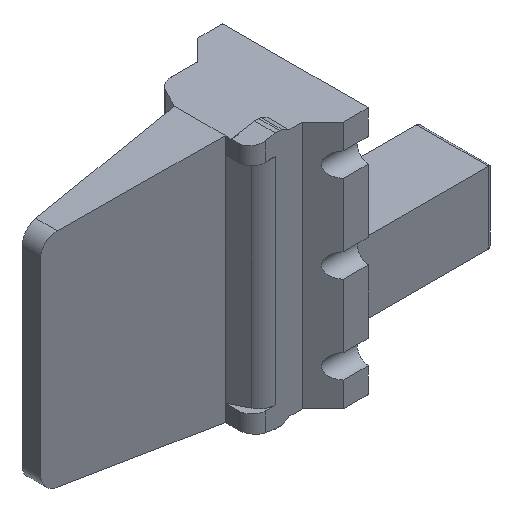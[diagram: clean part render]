
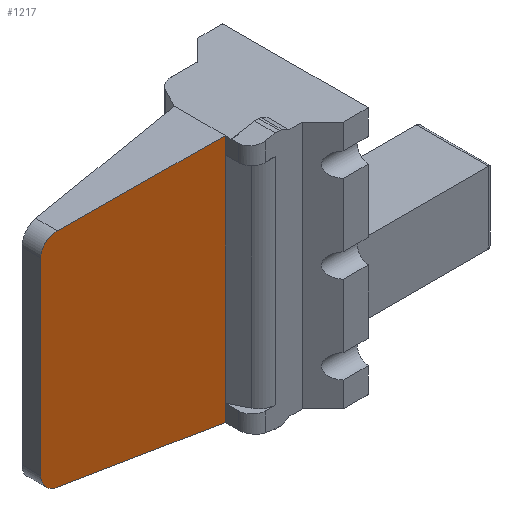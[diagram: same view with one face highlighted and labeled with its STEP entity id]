
A CAD part, isometric view. The second image highlights one B-rep face of the part: STEP entity #1217.
In plain terms, the highlighted planar face has unit normal (-0.095, -0.996, 0).
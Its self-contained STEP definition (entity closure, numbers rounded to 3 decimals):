
#79=DIRECTION('',(0.,0.,1.));
#80=VECTOR('',#79,0.805);
#81=CARTESIAN_POINT('',(-4.6,-1.225,-5.975));
#82=LINE('',#81,#80);
#83=DIRECTION('',(0.992,-0.095,-0.086));
#84=VECTOR('',#83,7.43);
#85=CARTESIAN_POINT('',(-11.969,-0.52,
-5.338));
#86=LINE('',#85,#84);
#87=CARTESIAN_POINT('',(-12.7,-0.45,-4.541));
#88=CARTESIAN_POINT('',(-12.7,-0.45,-4.664));
#89=CARTESIAN_POINT('',(-12.65,-0.455,
-4.863));
#90=CARTESIAN_POINT('',(-12.5,-0.469,
-5.093));
#91=CARTESIAN_POINT('',(-12.284,-0.49,
-5.261));
#92=CARTESIAN_POINT('',(-12.09,-0.508,
-5.328));
#93=CARTESIAN_POINT('',(-11.969,-0.52,
-5.338));
#95=DIRECTION('',(0.,0.,1.));
#96=VECTOR('',#95,9.082);
#97=CARTESIAN_POINT('',(-12.7,-0.45,-4.541));
#98=LINE('',#97,#96);
#99=CARTESIAN_POINT('',(-11.969,-0.52,5.338));
#100=CARTESIAN_POINT('',(-12.09,-0.508,
5.328));
#101=CARTESIAN_POINT('',(-12.284,-0.49,
5.261));
#102=CARTESIAN_POINT('',(-12.5,-0.469,
5.093));
#103=CARTESIAN_POINT('',(-12.65,-0.455,
4.863));
#104=CARTESIAN_POINT('',(-12.7,-0.45,4.664));
#105=CARTESIAN_POINT('',(-12.7,-0.45,4.541));
#107=DIRECTION('',(-0.992,0.095,-0.086));
#108=VECTOR('',#107,7.43);
#109=CARTESIAN_POINT('',(-4.6,-1.225,5.975));
#110=LINE('',#109,#108);
#111=DIRECTION('',(0.,0.,1.));
#112=VECTOR('',#111,0.805);
#113=CARTESIAN_POINT('',(-4.6,-1.225,5.17));
#114=LINE('',#113,#112);
#289=DIRECTION('',(0.,0.,1.));
#290=VECTOR('',#289,10.34);
#291=CARTESIAN_POINT('',(-4.6,-1.225,-5.17));
#292=LINE('',#291,#290);
#926=VERTEX_POINT('',#87);
#927=VERTEX_POINT('',#93);
#932=CARTESIAN_POINT('',(-11.969,-0.52,
5.338));
#934=VERTEX_POINT('',#932);
#936=VERTEX_POINT('',#105);
#1070=CARTESIAN_POINT('',(-4.6,-1.225,-5.975));
#1071=CARTESIAN_POINT('',(-4.6,-1.225,-5.17));
#1072=VERTEX_POINT('',#1070);
#1073=VERTEX_POINT('',#1071);
#1074=CARTESIAN_POINT('',(-4.6,-1.225,5.17));
#1075=CARTESIAN_POINT('',(-4.6,-1.225,5.975));
#1076=VERTEX_POINT('',#1074);
#1077=VERTEX_POINT('',#1075);
#1196=CARTESIAN_POINT('',(-12.7,-0.45,-5.975));
#1197=DIRECTION('',(-0.095,-0.995,0.));
#1198=DIRECTION('',(0.995,-0.095,0.));
#1199=AXIS2_PLACEMENT_3D('',#1196,#1197,#1198);
#1200=PLANE('',#1199);
#1202=ORIENTED_EDGE('',*,*,#1201,.F.);
#1203=ORIENTED_EDGE('',*,*,#1158,.F.);
#1204=ORIENTED_EDGE('',*,*,#1187,.F.);
#1206=ORIENTED_EDGE('',*,*,#1205,.T.);
#1208=ORIENTED_EDGE('',*,*,#1207,.F.);
#1210=ORIENTED_EDGE('',*,*,#1209,.F.);
#1212=ORIENTED_EDGE('',*,*,#1211,.F.);
#1214=ORIENTED_EDGE('',*,*,#1213,.F.);
#1215=EDGE_LOOP('',(#1202,#1203,#1204,#1206,#1208,#1210,#1212,#1214));
#1216=FACE_OUTER_BOUND('',#1215,.F.);
#1217=ADVANCED_FACE('',(#1216),#1200,.T.);
#94=B_SPLINE_CURVE_WITH_KNOTS('',3,(#87,#88,#89,#90,#91,#92,#93),.UNSPECIFIED.,
.F.,.F.,(4,1,1,1,4),(0.,0.25,0.5,0.75,1.),.UNSPECIFIED.);
#106=B_SPLINE_CURVE_WITH_KNOTS('',3,(#99,#100,#101,#102,#103,#104,#105),
.UNSPECIFIED.,.F.,.F.,(4,1,1,1,4),(0.,0.25,0.5,0.75,1.),
.UNSPECIFIED.);
#1158=EDGE_CURVE('',#927,#1072,#86,.T.);
#1187=EDGE_CURVE('',#926,#927,#94,.T.);
#1201=EDGE_CURVE('',#1072,#1073,#82,.T.);
#1205=EDGE_CURVE('',#926,#936,#98,.T.);
#1207=EDGE_CURVE('',#934,#936,#106,.T.);
#1209=EDGE_CURVE('',#1077,#934,#110,.T.);
#1211=EDGE_CURVE('',#1076,#1077,#114,.T.);
#1213=EDGE_CURVE('',#1073,#1076,#292,.T.);
